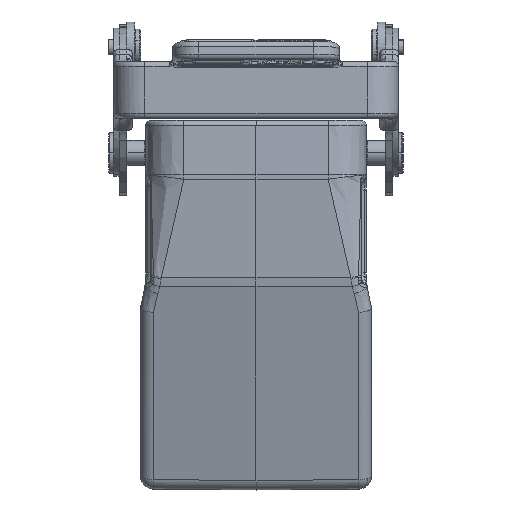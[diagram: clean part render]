
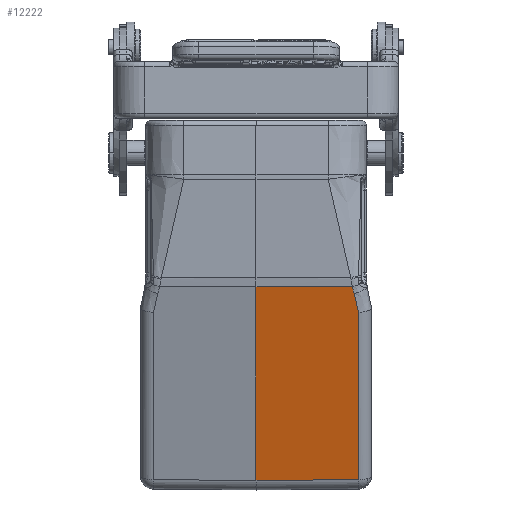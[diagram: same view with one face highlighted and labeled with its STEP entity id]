
A CAD part, left-side view. The second image highlights one B-rep face of the part: STEP entity #12222.
In plain terms, the highlighted planar face has unit normal (-0.966, -0.009, -0.259).
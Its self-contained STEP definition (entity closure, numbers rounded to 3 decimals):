
#2743=B_SPLINE_CURVE_WITH_KNOTS('',3,(#68808,#68809,#68810,#68811,#68812,
#68813,#68814,#68815),.UNSPECIFIED.,.F.,.F.,(4,2,2,4),(0.,0.25,
0.5,1.),.UNSPECIFIED.);
#2744=B_SPLINE_CURVE_WITH_KNOTS('',3,(#68817,#68818,#68819,#68820),
 .UNSPECIFIED.,.F.,.F.,(4,4),(0.,1.),.UNSPECIFIED.);
#10326=PLANE('',#43121);
#12222=ADVANCED_FACE('',(#14562),#10326,.F.);
#14562=FACE_OUTER_BOUND('',#16569,.T.);
#16569=EDGE_LOOP('',(#25857,#25858,#25859,#25860,#25861,#25862));
#25857=ORIENTED_EDGE('',*,*,#35272,.T.);
#25858=ORIENTED_EDGE('',*,*,#35273,.T.);
#25859=ORIENTED_EDGE('',*,*,#35274,.T.);
#25860=ORIENTED_EDGE('',*,*,#35275,.T.);
#25861=ORIENTED_EDGE('',*,*,#35276,.T.);
#25862=ORIENTED_EDGE('',*,*,#35277,.F.);
#30331=VERTEX_POINT('',#64411);
#30738=VERTEX_POINT('',#68805);
#30739=VERTEX_POINT('',#68816);
#30740=VERTEX_POINT('',#68821);
#30741=VERTEX_POINT('',#68823);
#30742=VERTEX_POINT('',#68825);
#35272=EDGE_CURVE('',#30331,#30738,#38168,.T.);
#35273=EDGE_CURVE('',#30738,#30739,#2743,.T.);
#35274=EDGE_CURVE('',#30739,#30740,#2744,.T.);
#35275=EDGE_CURVE('',#30740,#30741,#38169,.T.);
#35276=EDGE_CURVE('',#30741,#30742,#38170,.T.);
#35277=EDGE_CURVE('',#30331,#30742,#38171,.T.);
#38168=LINE('',#68806,#40544);
#38169=LINE('',#68822,#40545);
#38170=LINE('',#68824,#40546);
#38171=LINE('',#68826,#40547);
#40544=VECTOR('',#50517,1.);
#40545=VECTOR('',#50520,1.);
#40546=VECTOR('',#50521,1.);
#40547=VECTOR('',#50522,1.);
#43121=AXIS2_PLACEMENT_3D('',#68827,#50523,#50524);
#50517=DIRECTION('',(-0.259,0.,0.966));
#50520=DIRECTION('',(-0.009,1.,-0.002));
#50521=DIRECTION('',(0.259,0.,-0.966));
#50522=DIRECTION('',(-0.007,1.,-0.009));
#50523=DIRECTION('',(0.966,0.009,0.259));
#50524=DIRECTION('',(-0.259,0.,0.966));
#64411=CARTESIAN_POINT('',(-24.317,-20.022,-69.972));
#68805=CARTESIAN_POINT('',(-33.046,-20.022,-37.395));
#68806=CARTESIAN_POINT('',(-24.317,-20.022,-69.972));
#68808=CARTESIAN_POINT('',(-33.046,-20.022,-37.395));
#68809=CARTESIAN_POINT('',(-33.13,-19.962,-37.082));
#68810=CARTESIAN_POINT('',(-33.218,-19.897,-36.757));
#68811=CARTESIAN_POINT('',(-33.39,-19.761,-36.122));
#68812=CARTESIAN_POINT('',(-33.458,-19.705,-35.869));
#68813=CARTESIAN_POINT('',(-33.676,-19.513,-35.062));
#68814=CARTESIAN_POINT('',(-33.849,-19.338,-34.422));
#68815=CARTESIAN_POINT('',(-34.05,-19.115,-33.678));
#68816=CARTESIAN_POINT('',(-34.05,-19.115,-33.678));
#68817=CARTESIAN_POINT('',(-34.05,-19.115,-33.678));
#68818=CARTESIAN_POINT('',(-34.154,-19.001,-33.295));
#68819=CARTESIAN_POINT('',(-34.356,-18.825,-32.546));
#68820=CARTESIAN_POINT('',(-34.418,-18.767,-32.316));
#68821=CARTESIAN_POINT('',(-34.418,-18.767,-32.316));
#68822=CARTESIAN_POINT('',(-34.418,-18.767,-32.316));
#68823=CARTESIAN_POINT('',(-34.58,0.,-32.345));
#68824=CARTESIAN_POINT('',(-34.58,0.,-32.345));
#68825=CARTESIAN_POINT('',(-24.451,0.,-70.147));
#68826=CARTESIAN_POINT('',(-24.317,-20.022,-69.972));
#68827=CARTESIAN_POINT('',(-29.431,-10.011,-51.223));
